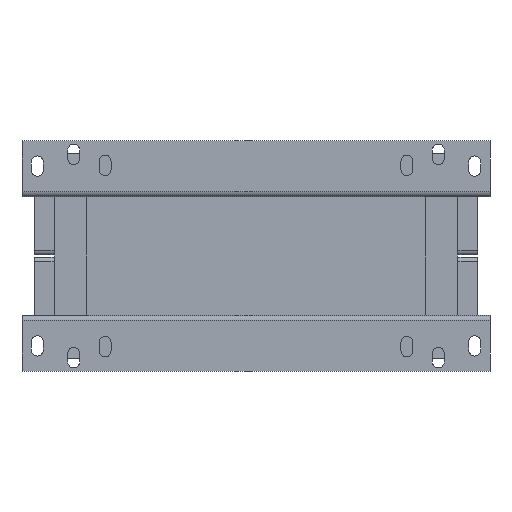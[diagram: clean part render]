
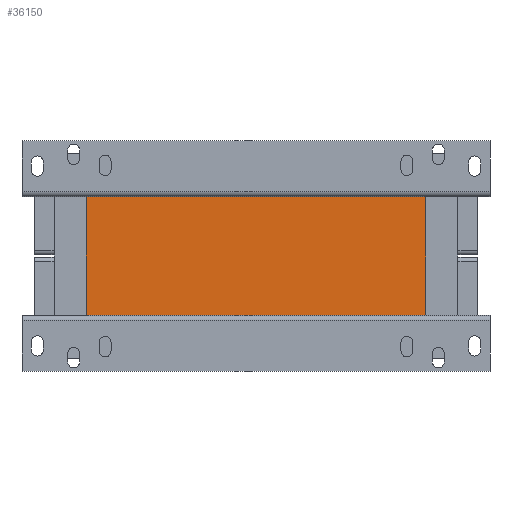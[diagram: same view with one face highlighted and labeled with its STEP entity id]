
A CAD part, front view. The second image highlights one B-rep face of the part: STEP entity #36150.
In plain terms, the highlighted planar face has unit normal (0, -1, 0).
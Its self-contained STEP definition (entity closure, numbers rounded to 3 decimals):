
#1870 = CARTESIAN_POINT ( 'NONE',  ( 200., -200., 70. ) ) ;
#3269 = VECTOR ( 'NONE', #18334, 1000. ) ;
#3955 = DIRECTION ( 'NONE',  ( 0., 1., 0. ) ) ;
#8313 = VERTEX_POINT ( 'NONE', #18406 ) ;
#8562 = CARTESIAN_POINT ( 'NONE',  ( -200., -200., 70. ) ) ;
#8759 = EDGE_CURVE ( 'Defeature ausgef�hrt11_23+Defeature ausgef�hrt11_17+Defeature ausgef�hrt11_803+Defeature ausgef�hrt11_802', #22816, #30686, #29856, .T. ) ;
#9459 = VECTOR ( 'NONE', #26629, 1000. ) ;
#9469 = EDGE_CURVE ( 'Defeature ausgef�hrt11_23+Defeature ausgef�hrt11_802+Defeature ausgef�hrt11_17+Defeature ausgef�hrt11_18', #30686, #16833, #11320, .T. ) ;
#10104 = ORIENTED_EDGE ( 'NONE', *, *, #9469, .T. ) ;
#11320 = LINE ( 'NONE', #33406, #3269 ) ;
#12005 = FACE_OUTER_BOUND ( 'NONE', #27964, .T. ) ;
#13341 = DIRECTION ( 'NONE',  ( 0., 0., 1. ) ) ;
#13589 = PLANE ( 'NONE',  #35926 ) ;
#14479 = CARTESIAN_POINT ( 'NONE',  ( 200., -200., -70. ) ) ;
#15203 = CARTESIAN_POINT ( 'NONE',  ( -200., -200., 70. ) ) ;
#16354 = VECTOR ( 'NONE', #35124, 1000. ) ;
#16833 = VERTEX_POINT ( 'NONE', #14479 ) ;
#17932 = ORIENTED_EDGE ( 'NONE', *, *, #8759, .T. ) ;
#18334 = DIRECTION ( 'NONE',  ( 1., 0., 0. ) ) ;
#18406 = CARTESIAN_POINT ( 'NONE',  ( 200., -200., 70. ) ) ;
#19712 = ORIENTED_EDGE ( 'NONE', *, *, #39088, .F. ) ;
#20543 = CARTESIAN_POINT ( 'NONE',  ( -200., -200., 70. ) ) ;
#22816 = VERTEX_POINT ( 'NONE', #15203 ) ;
#23521 = CARTESIAN_POINT ( 'NONE',  ( -200., -200., -70. ) ) ;
#26629 = DIRECTION ( 'NONE',  ( 0., 0., -1. ) ) ;
#27964 = EDGE_LOOP ( 'NONE', ( #10104, #28330, #19712, #17932 ) ) ;
#28330 = ORIENTED_EDGE ( 'NONE', *, *, #34723, .F. ) ;
#29856 = LINE ( 'NONE', #20543, #9459 ) ;
#30686 = VERTEX_POINT ( 'NONE', #23521 ) ;
#31711 = CARTESIAN_POINT ( 'NONE',  ( -200., -200., 70. ) ) ;
#32828 = LINE ( 'NONE', #8562, #35156 ) ;
#33406 = CARTESIAN_POINT ( 'NONE',  ( -200., -200., -70. ) ) ;
#34723 = EDGE_CURVE ( 'Defeature ausgef�hrt11_18+Defeature ausgef�hrt11_23+Defeature ausgef�hrt11_803+Defeature ausgef�hrt11_802', #8313, #16833, #36211, .T. ) ;
#35124 = DIRECTION ( 'NONE',  ( 0., 0., -1. ) ) ;
#35156 = VECTOR ( 'NONE', #38822, 1000. ) ;
#35926 = AXIS2_PLACEMENT_3D ( 'NONE', #31711, #3955, #13341 ) ;
#36150 = ADVANCED_FACE ( 'Defeature ausgef�hrt11_23', ( #12005 ), #13589, .F. ) ;
#36211 = LINE ( 'NONE', #1870, #16354 ) ;
#38822 = DIRECTION ( 'NONE',  ( 1., 0., 0. ) ) ;
#39088 = EDGE_CURVE ( 'Defeature ausgef�hrt11_803+Defeature ausgef�hrt11_23+Defeature ausgef�hrt11_17+Defeature ausgef�hrt11_18', #22816, #8313, #32828, .T. ) ;
